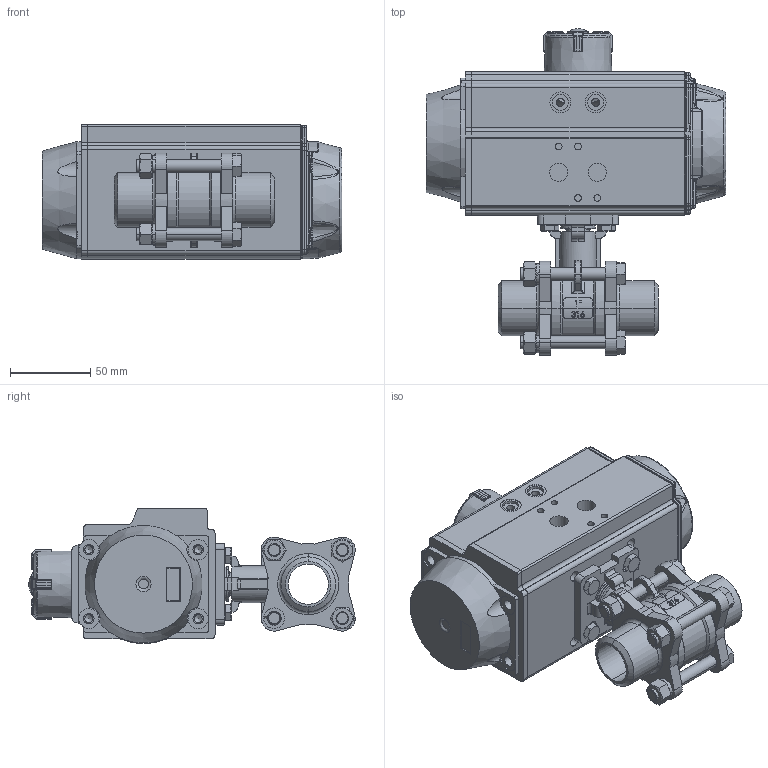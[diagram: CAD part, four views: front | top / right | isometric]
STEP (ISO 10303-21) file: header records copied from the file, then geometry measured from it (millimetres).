
FILE_DESCRIPTION(/* description */ ('Unknown'),/* implementation_level */ '2;1');
FILE_NAME(/* name */ 'PE02 9337-06',/* time_stamp */ '2025-02-04T11:57:03+01:00',/* author */ ('Unknown'),/* organization */ ('Unknown'),/* preprocessor_version */ 'ST-DEVELOPER v19.4',/* originating_system */ 'Solid Edge',/* authorisation */ 'Unknown');
FILE_SCHEMA (('AUTOMOTIVE_DESIGN {1 0 10303 214 3 1 1}'));
Products named in the file (27): PE029337-06; 9337-06_oa_0; MV-83H-TL-DN25; MV-83HB-G-DN25; Spring lock washers--Normal type GB_GB_FASTENER_WASHER_SW 8; MV-83H-FZ-DN25; Hexagon nuts grade C GB_GB_FASTENER_NUT_SNC1 M8-N; MV-83H-LZ-DN25; MV-83H-LM-DN25; MV-83H-Q-DN25; MV-83H-DD-DN25; MV-83H-ZT-DN25; MV-83H-T(J)-DN25; MV-83H-M-DN25; MV-83H-Z-DN25; MV-83H-FS-DN25; DIN 933 M6x16 A2-70 BLK_EDST; PD03_PE02; vt65-2016-06-25; Optische Anzeige; ______; ________(___________; cup head nib bolts with large head gb_GB_FASTENER_BOLT_CHNBW M6X25-N; ____65______ ______; VT65_____________MIR; zhou65; VTE65____
Assembly tree (42 placements, depth 4):
  PE029337-06
    9337-06_oa_0
      MV-83H-TL-DN25
      MV-83HB-G-DN25  x2
      Spring lock washers--Normal type GB_GB_FASTENER_WASHER_SW 8  x3
      MV-83H-FZ-DN25
      Hexagon nuts grade C GB_GB_FASTENER_NUT_SNC1 M8-N  x3
      MV-83H-LZ-DN25  x4
      MV-83H-LM-DN25
      MV-83H-Q-DN25
      MV-83H-DD-DN25  x2
      MV-83H-ZT-DN25
      MV-83H-T(J)-DN25
      MV-83H-M-DN25
      MV-83H-Z-DN25
      MV-83H-FS-DN25
    DIN 933 M6x16 A2-70 BLK_EDST  x4
    PD03_PE02
      vt65-2016-06-25
      Optische Anzeige
        ______
        ________(___________  x4
        cup head nib bolts with large head gb_GB_FASTENER_BOLT_CHNBW M6X25-N
      ____65______ ______  x2
      VT65_____________MIR
      zhou65
      VTE65____
Bounding box: 186.5 x 203 x 83.89 mm (x, y, z)
Volume: 822907.8 mm3; surface area: 283061.2 mm2
Topology: 40 solids, 40 shells, 2985 faces, 7446 edges, 4622 vertices
Faces by surface type: plane 969, cylinder 960, bspline 458, torus 322, cone 239, sphere 37
Full cylindrical faces by diameter (mm): 3 x16, 3.3 x8, 4.134 x8, 4.66 x1, 4.917 x15, 5 x1, 6 x5, 6.2 x1, 6.5 x4, 6.647 x4, 10 x12, 11 x1, 11.4 x1, 11.445 x2, 12 x1, 12.5 x2, 12.9 x1, 13 x2, 14 x5, 15 x1, 16.2 x18, 17 x2, 20 x2, 22.5 x1, 24.2 x1, 24.4 x1, 28 x4, 38.5 x1, 56 x2, 58.5 x2
Entity records: 93968 total; most frequent: CARTESIAN_POINT 44035, ORIENTED_EDGE 10656, DIRECTION 9206, EDGE_CURVE 5328, AXIS2_PLACEMENT_3D 3626, VERTEX_POINT 3496, FACE_BOUND 2682, EDGE_LOOP 2662
